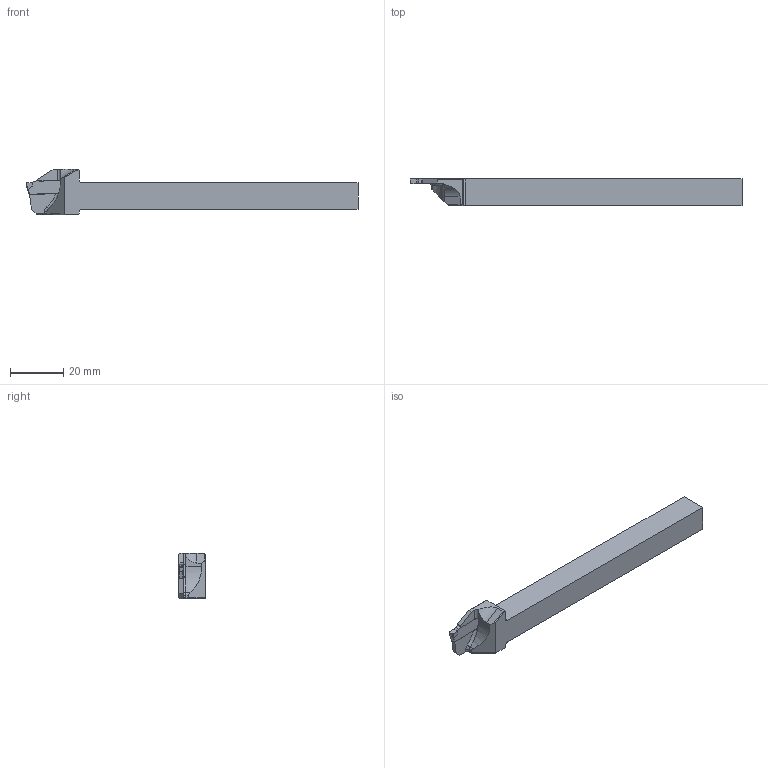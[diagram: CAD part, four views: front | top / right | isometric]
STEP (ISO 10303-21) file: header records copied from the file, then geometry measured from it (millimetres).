
FILE_DESCRIPTION(/* description */ (''),/* implementation_level */ '2;1');
FILE_NAME(/* name */ 'ADKT-ZCC2-L-1010-2-T12-K-S.stp',/* time_stamp */ '2023-10-19T17:10:46+03:00',/* author */ (''),/* organization */ (''),/* preprocessor_version */ 'ST-DEVELOPER v19.4',/* originating_system */ 'SIEMENS PLM Software NX2306.3001',/* authorisation */ '');
FILE_SCHEMA (('AUTOMOTIVE_DESIGN { 1 0 10303 214 3 1 1 1 }'));
Length unit declared in the file: millimetre
Products named in the file (1): ADKT-ZCC2-R-1010-2-T12-K-S_objects
Bounding box: 125 x 10.19 x 17 mm (x, y, z)
Volume: 12013.3 mm3; surface area: 5388.9 mm2
Topology: 2 solids, 2 shells, 80 faces, 214 edges, 138 vertices
Faces by surface type: plane 53, cylinder 24, torus 2, cone 1
Entity records: 2534 total; most frequent: CARTESIAN_POINT 454, ORIENTED_EDGE 428, DIRECTION 428, EDGE_CURVE 214, LINE 158, VECTOR 158, VERTEX_POINT 138, AXIS2_PLACEMENT_3D 135
